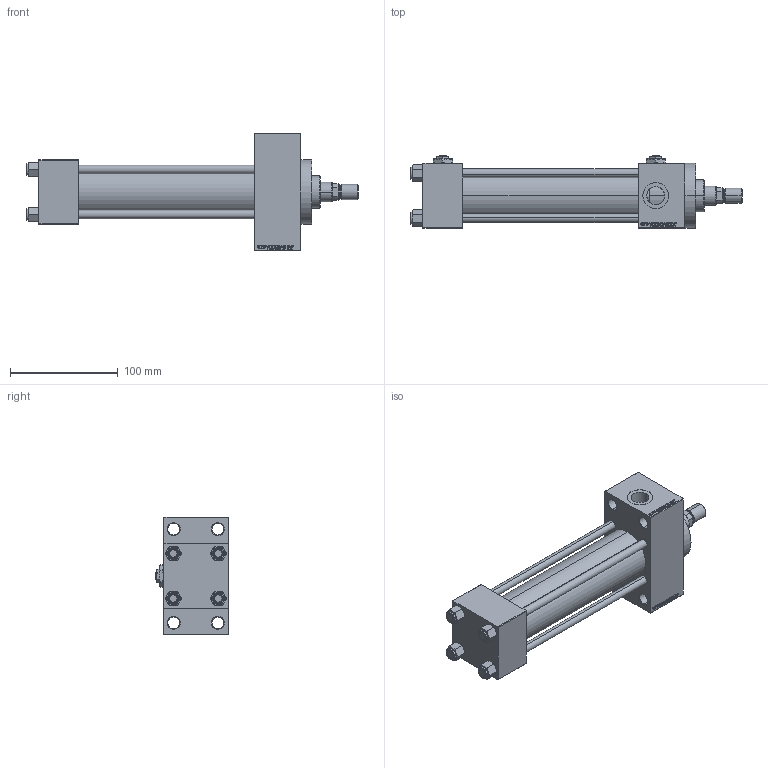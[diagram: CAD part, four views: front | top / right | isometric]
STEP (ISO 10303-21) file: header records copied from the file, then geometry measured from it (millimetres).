
FILE_DESCRIPTION (( 'STEP AP203' ), '1' );
FILE_NAME ('5ec2.STEP', '2025-01-22T13:52:49', ( '' ), ( '' ), 'SwSTEP 2.0', 'SolidWorks 2019', '' );
FILE_SCHEMA (( 'CONFIG_CONTROL_DESIGN' ));
Length unit declared in the file: millimetre
Products named in the file (8): NUT_M5_D b6516d063105480fcbf46b508b21ba51; V215CR_D_Body b6516d063105480fcbf46b508b21ba51; ROD_END_AH b6516d063105480fcbf46b508b21ba51; Zatka_pro_OIL_PORT b6516d063105480fcbf46b508b21ba51; 5ec2; V215CR_VCP_D b6516d063105480fcbf46b508b21ba51; V215_VC_A b6516d063105480fcbf46b508b21ba51; V215CR_D_TYCINKA b6516d063105480fcbf46b508b21ba51
Assembly tree (14 placements, depth 2):
  5ec2
    V215CR_D_Body b6516d063105480fcbf46b508b21ba51
    V215CR_VCP_D b6516d063105480fcbf46b508b21ba51
    NUT_M5_D b6516d063105480fcbf46b508b21ba51  x4
    V215CR_D_TYCINKA b6516d063105480fcbf46b508b21ba51  x4
    V215_VC_A b6516d063105480fcbf46b508b21ba51
    ROD_END_AH b6516d063105480fcbf46b508b21ba51
    Zatka_pro_OIL_PORT b6516d063105480fcbf46b508b21ba51  x2
Bounding box: 308 x 67 x 109 mm (x, y, z)
Volume: 603698.4 mm3; surface area: 171094.9 mm2
Topology: 14 solids, 14 shells, 1219 faces, 3016 edges, 1942 vertices
Faces by surface type: plane 550, bspline 368, cone 188, cylinder 103, torus 10
Entity records: 49771 total; most frequent: CARTESIAN_POINT 25764, ORIENTED_EDGE 5332, DIRECTION 3528, EDGE_CURVE 2666, VERTEX_POINT 1740, LINE 1562, VECTOR 1562, EDGE_LOOP 1196
